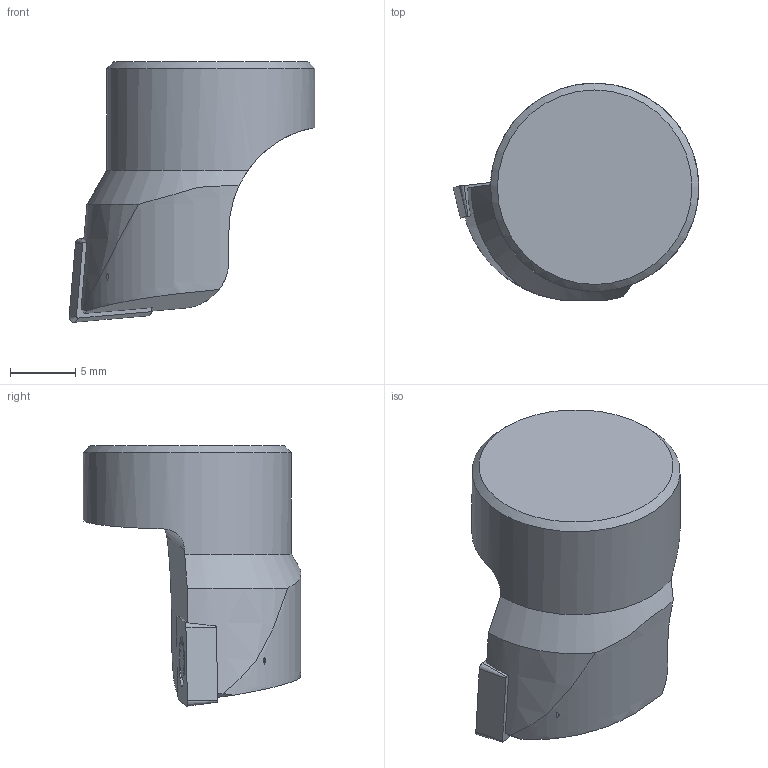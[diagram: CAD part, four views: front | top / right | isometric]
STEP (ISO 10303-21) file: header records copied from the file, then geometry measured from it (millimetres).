
FILE_DESCRIPTION(/* description */ (''),/* implementation_level */ '2;1');
FILE_NAME(/* name */ '1641549145593.stp',/* time_stamp */ '2022-01-07T15:22:39+06:00',/* author */ (''),/* organization */ ('SMS'),/* preprocessor_version */ 'ST-DEVELOPER v16.7',/* originating_system */ 'SIEMENS PLM Software NX 12.0',/* authorisation */ '');
FILE_SCHEMA (('AUTOMOTIVE_DESIGN { 1 0 10303 214 3 1 1 1 }'));
Length unit declared in the file: millimetre
Products named in the file (4): IsoTurningInsert; ASSEMBLY_CONSTRUCTION; 203880080mod000_00; 203880078mod000_00
Assembly tree (3 placements, depth 2):
  203880078mod000_00
    203880080mod000_00
    ASSEMBLY_CONSTRUCTION
    IsoTurningInsert
Bounding box: 18.87 x 16.7 x 20 mm (x, y, z)
Volume: 2298 mm3; surface area: 1324.8 mm2
Topology: 2 solids, 3 shells, 44 faces, 106 edges, 76 vertices
Faces by surface type: plane 18, cone 12, cylinder 8, torus 4, extrusion 1, sphere 1
Full cylindrical faces by diameter (mm): 2.8 x2, 3.45 x1, 16 x1
Entity records: 1519 total; most frequent: CARTESIAN_POINT 419, DIRECTION 210, ORIENTED_EDGE 170, AXIS2_PLACEMENT_3D 88, EDGE_CURVE 85, VERTEX_POINT 63, EDGE_LOOP 61, ADVANCED_FACE 44
